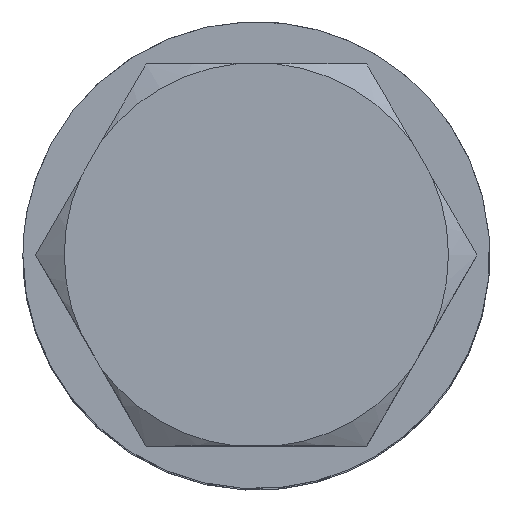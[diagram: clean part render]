
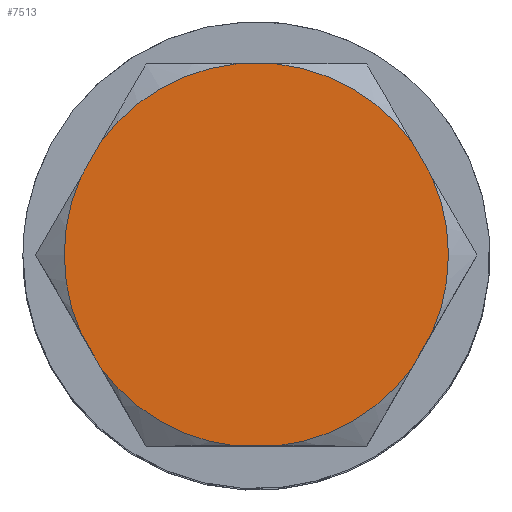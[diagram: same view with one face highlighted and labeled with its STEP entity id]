
A CAD part, top view. The second image highlights one B-rep face of the part: STEP entity #7513.
In plain terms, the highlighted free-form (B-spline) face has degree [1, 1] with [2, 2] control points.
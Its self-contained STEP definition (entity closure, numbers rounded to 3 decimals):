
#7078 = VERTEX_POINT('',#7079);
#7079 = CARTESIAN_POINT('',(-20.204,14.716,
    158.491));
#7087 = EDGE_CURVE('',#7088,#7078,#7090,.T.);
#7088 = VERTEX_POINT('',#7089);
#7089 = CARTESIAN_POINT('',(-2.642,24.855,
    158.491));
#7090 = ( BOUNDED_CURVE() B_SPLINE_CURVE(2,(#7091,#7092,#7093),
.UNSPECIFIED.,.F.,.F.) B_SPLINE_CURVE_WITH_KNOTS((3,3),(0.63,
1.465),.PIECEWISE_BEZIER_KNOTS.) CURVE() 
GEOMETRIC_REPRESENTATION_ITEM() RATIONAL_B_SPLINE_CURVE((1.,
0.914,1.)) REPRESENTATION_ITEM('') );
#7091 = CARTESIAN_POINT('',(-2.642,24.855,
    158.491));
#7092 = CARTESIAN_POINT('',(-13.673,23.682,
    158.491));
#7093 = CARTESIAN_POINT('',(-20.204,14.716,
    158.491));
#7112 = VERTEX_POINT('',#7113);
#7113 = CARTESIAN_POINT('',(-22.846,-10.139,
    158.491));
#7121 = EDGE_CURVE('',#7122,#7112,#7124,.T.);
#7122 = VERTEX_POINT('',#7123);
#7123 = CARTESIAN_POINT('',(-22.846,10.139,
    158.491));
#7124 = ( BOUNDED_CURVE() B_SPLINE_CURVE(2,(#7125,#7126,#7127),
.UNSPECIFIED.,.F.,.F.) B_SPLINE_CURVE_WITH_KNOTS((3,3),(1.677,
2.512),.PIECEWISE_BEZIER_KNOTS.) CURVE() 
GEOMETRIC_REPRESENTATION_ITEM() RATIONAL_B_SPLINE_CURVE((1.,
0.914,1.)) REPRESENTATION_ITEM('') );
#7125 = CARTESIAN_POINT('',(-22.846,10.139,
    158.491));
#7126 = CARTESIAN_POINT('',(-27.346,0.,
    158.491));
#7127 = CARTESIAN_POINT('',(-22.846,-10.139,
    158.491));
#7146 = VERTEX_POINT('',#7147);
#7147 = CARTESIAN_POINT('',(-2.642,-24.855,
    158.491));
#7155 = EDGE_CURVE('',#7156,#7146,#7158,.T.);
#7156 = VERTEX_POINT('',#7157);
#7157 = CARTESIAN_POINT('',(-20.204,-14.716,
    158.491));
#7158 = ( BOUNDED_CURVE() B_SPLINE_CURVE(2,(#7159,#7160,#7161),
.UNSPECIFIED.,.F.,.F.) B_SPLINE_CURVE_WITH_KNOTS((3,3),(2.724,
3.559),.PIECEWISE_BEZIER_KNOTS.) CURVE() 
GEOMETRIC_REPRESENTATION_ITEM() RATIONAL_B_SPLINE_CURVE((1.,
0.914,1.)) REPRESENTATION_ITEM('') );
#7159 = CARTESIAN_POINT('',(-20.204,-14.716,
    158.491));
#7160 = CARTESIAN_POINT('',(-13.673,-23.682,
    158.491));
#7161 = CARTESIAN_POINT('',(-2.642,-24.855,
    158.491));
#7180 = VERTEX_POINT('',#7181);
#7181 = CARTESIAN_POINT('',(20.204,-14.716,
    158.491));
#7189 = EDGE_CURVE('',#7190,#7180,#7192,.T.);
#7190 = VERTEX_POINT('',#7191);
#7191 = CARTESIAN_POINT('',(2.642,-24.855,
    158.491));
#7192 = ( BOUNDED_CURVE() B_SPLINE_CURVE(2,(#7193,#7194,#7195),
.UNSPECIFIED.,.F.,.F.) B_SPLINE_CURVE_WITH_KNOTS((3,3),(3.771,
4.606),.PIECEWISE_BEZIER_KNOTS.) CURVE() 
GEOMETRIC_REPRESENTATION_ITEM() RATIONAL_B_SPLINE_CURVE((1.,
0.914,1.)) REPRESENTATION_ITEM('') );
#7193 = CARTESIAN_POINT('',(2.642,-24.855,
    158.491));
#7194 = CARTESIAN_POINT('',(13.673,-23.682,
    158.491));
#7195 = CARTESIAN_POINT('',(20.204,-14.716,
    158.491));
#7214 = VERTEX_POINT('',#7215);
#7215 = CARTESIAN_POINT('',(22.846,10.139,
    158.491));
#7223 = EDGE_CURVE('',#7224,#7214,#7226,.T.);
#7224 = VERTEX_POINT('',#7225);
#7225 = CARTESIAN_POINT('',(22.846,-10.139,
    158.491));
#7226 = ( BOUNDED_CURVE() B_SPLINE_CURVE(2,(#7227,#7228,#7229),
.UNSPECIFIED.,.F.,.F.) B_SPLINE_CURVE_WITH_KNOTS((3,3),(4.818,
5.654),.PIECEWISE_BEZIER_KNOTS.) CURVE() 
GEOMETRIC_REPRESENTATION_ITEM() RATIONAL_B_SPLINE_CURVE((1.,
0.914,1.)) REPRESENTATION_ITEM('') );
#7227 = CARTESIAN_POINT('',(22.846,-10.139,
    158.491));
#7228 = CARTESIAN_POINT('',(27.346,0.,
    158.491));
#7229 = CARTESIAN_POINT('',(22.846,10.139,
    158.491));
#7250 = VERTEX_POINT('',#7251);
#7251 = CARTESIAN_POINT('',(20.204,14.716,
    158.491));
#7258 = VERTEX_POINT('',#7259);
#7259 = CARTESIAN_POINT('',(2.642,24.855,
    158.491));
#7265 = EDGE_CURVE('',#7250,#7258,#7266,.T.);
#7266 = ( BOUNDED_CURVE() B_SPLINE_CURVE(2,(#7267,#7268,#7269),
.UNSPECIFIED.,.F.,.F.) B_SPLINE_CURVE_WITH_KNOTS((3,3),(5.865,
6.701),.PIECEWISE_BEZIER_KNOTS.) CURVE() 
GEOMETRIC_REPRESENTATION_ITEM() RATIONAL_B_SPLINE_CURVE((1.,
0.914,1.)) REPRESENTATION_ITEM('') );
#7267 = CARTESIAN_POINT('',(20.204,14.716,
    158.491));
#7268 = CARTESIAN_POINT('',(13.673,23.682,
    158.491));
#7269 = CARTESIAN_POINT('',(2.642,24.855,
    158.491));
#7302 = EDGE_CURVE('',#7258,#7088,#7303,.T.);
#7303 = B_SPLINE_CURVE_WITH_KNOTS('',1,(#7304,#7305),.UNSPECIFIED.,.F.,
  .F.,(2,2),(8.479,12.306),.PIECEWISE_BEZIER_KNOTS.);
#7304 = CARTESIAN_POINT('',(2.642,24.855,
    158.491));
#7305 = CARTESIAN_POINT('',(-2.642,24.855,
    158.491));
#7412 = EDGE_CURVE('',#7214,#7250,#7413,.T.);
#7413 = B_SPLINE_CURVE_WITH_KNOTS('',1,(#7414,#7415),.UNSPECIFIED.,.F.,
  .F.,(2,2),(8.479,12.306),.PIECEWISE_BEZIER_KNOTS.);
#7414 = CARTESIAN_POINT('',(22.846,10.139,
    158.491));
#7415 = CARTESIAN_POINT('',(20.204,14.716,
    158.491));
#7434 = EDGE_CURVE('',#7180,#7224,#7435,.T.);
#7435 = B_SPLINE_CURVE_WITH_KNOTS('',1,(#7436,#7437),.UNSPECIFIED.,.F.,
  .F.,(2,2),(8.479,12.306),.PIECEWISE_BEZIER_KNOTS.);
#7436 = CARTESIAN_POINT('',(20.204,-14.716,
    158.491));
#7437 = CARTESIAN_POINT('',(22.846,-10.139,
    158.491));
#7456 = EDGE_CURVE('',#7146,#7190,#7457,.T.);
#7457 = B_SPLINE_CURVE_WITH_KNOTS('',1,(#7458,#7459),.UNSPECIFIED.,.F.,
  .F.,(2,2),(8.479,12.306),.PIECEWISE_BEZIER_KNOTS.);
#7458 = CARTESIAN_POINT('',(-2.642,-24.855,
    158.491));
#7459 = CARTESIAN_POINT('',(2.642,-24.855,
    158.491));
#7478 = EDGE_CURVE('',#7112,#7156,#7479,.T.);
#7479 = B_SPLINE_CURVE_WITH_KNOTS('',1,(#7480,#7481),.UNSPECIFIED.,.F.,
  .F.,(2,2),(8.479,12.306),.PIECEWISE_BEZIER_KNOTS.);
#7480 = CARTESIAN_POINT('',(-22.846,-10.139,
    158.491));
#7481 = CARTESIAN_POINT('',(-20.204,-14.716,
    158.491));
#7500 = EDGE_CURVE('',#7078,#7122,#7501,.T.);
#7501 = B_SPLINE_CURVE_WITH_KNOTS('',1,(#7502,#7503),.UNSPECIFIED.,.F.,
  .F.,(2,2),(8.479,12.306),.PIECEWISE_BEZIER_KNOTS.);
#7502 = CARTESIAN_POINT('',(-20.204,14.716,
    158.491));
#7503 = CARTESIAN_POINT('',(-22.846,10.139,
    158.491));
#7513 = ADVANCED_FACE('',(#7514),#7528,.T.);
#7514 = FACE_BOUND('',#7515,.T.);
#7515 = EDGE_LOOP('',(#7516,#7517,#7518,#7519,#7520,#7521,#7522,#7523,
    #7524,#7525,#7526,#7527));
#7516 = ORIENTED_EDGE('',*,*,#7265,.T.);
#7517 = ORIENTED_EDGE('',*,*,#7302,.T.);
#7518 = ORIENTED_EDGE('',*,*,#7087,.T.);
#7519 = ORIENTED_EDGE('',*,*,#7500,.T.);
#7520 = ORIENTED_EDGE('',*,*,#7121,.T.);
#7521 = ORIENTED_EDGE('',*,*,#7478,.T.);
#7522 = ORIENTED_EDGE('',*,*,#7155,.T.);
#7523 = ORIENTED_EDGE('',*,*,#7456,.T.);
#7524 = ORIENTED_EDGE('',*,*,#7189,.T.);
#7525 = ORIENTED_EDGE('',*,*,#7434,.T.);
#7526 = ORIENTED_EDGE('',*,*,#7223,.T.);
#7527 = ORIENTED_EDGE('',*,*,#7412,.T.);
#7528 = B_SPLINE_SURFACE_WITH_KNOTS('',1,1,(
    (#7529,#7530)
    ,(#7531,#7532
    )),.UNSPECIFIED.,.F.,.F.,.F.,(2,2),(2,2),(-18.101,
    18.101),(-18.,18.),.PIECEWISE_BEZIER_KNOTS.);
#7529 = CARTESIAN_POINT('',(-24.995,-24.855,
    158.491));
#7530 = CARTESIAN_POINT('',(-24.995,24.855,
    158.491));
#7531 = CARTESIAN_POINT('',(24.995,-24.855,
    158.491));
#7532 = CARTESIAN_POINT('',(24.995,24.855,
    158.491));
